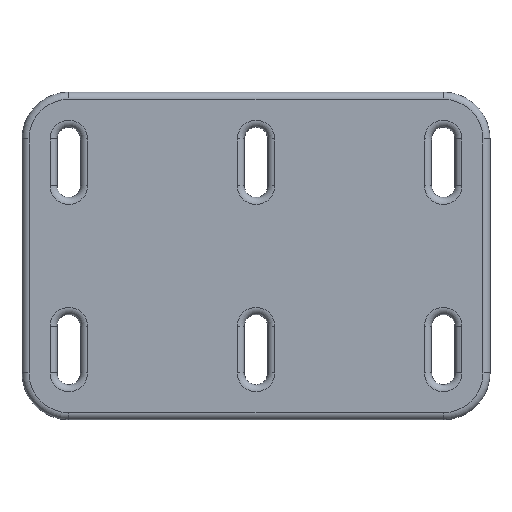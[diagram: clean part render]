
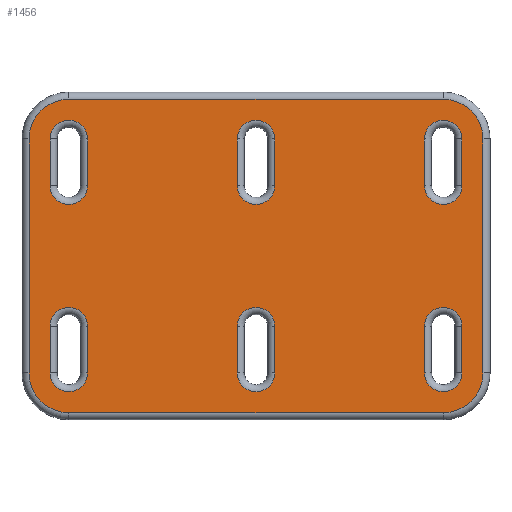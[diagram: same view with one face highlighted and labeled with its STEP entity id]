
A CAD part, top view. The second image highlights one B-rep face of the part: STEP entity #1456.
In plain terms, the highlighted planar face has unit normal (0, 0, 1).
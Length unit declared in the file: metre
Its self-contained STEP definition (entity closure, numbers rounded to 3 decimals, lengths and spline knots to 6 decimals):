
#48=CIRCLE('',#1572,0.0085);
#49=CIRCLE('',#1573,0.0085);
#50=CIRCLE('',#1574,0.0085);
#51=CIRCLE('',#1575,0.0085);
#52=CIRCLE('',#1576,0.004);
#53=CIRCLE('',#1577,0.004);
#54=CIRCLE('',#1578,0.004);
#55=CIRCLE('',#1579,0.004);
#56=CIRCLE('',#1580,0.004);
#57=CIRCLE('',#1581,0.004);
#58=CIRCLE('',#1582,0.004);
#59=CIRCLE('',#1583,0.004);
#60=CIRCLE('',#1584,0.004);
#61=CIRCLE('',#1585,0.004);
#62=CIRCLE('',#1586,0.004);
#63=CIRCLE('',#1587,0.004);
#244=ORIENTED_EDGE('',*,*,#688,.F.);
#245=ORIENTED_EDGE('',*,*,#689,.T.);
#246=ORIENTED_EDGE('',*,*,#690,.T.);
#247=ORIENTED_EDGE('',*,*,#691,.T.);
#248=ORIENTED_EDGE('',*,*,#692,.T.);
#249=ORIENTED_EDGE('',*,*,#693,.T.);
#250=ORIENTED_EDGE('',*,*,#694,.F.);
#251=ORIENTED_EDGE('',*,*,#695,.F.);
#252=ORIENTED_EDGE('',*,*,#696,.T.);
#253=ORIENTED_EDGE('',*,*,#697,.T.);
#254=ORIENTED_EDGE('',*,*,#698,.T.);
#255=ORIENTED_EDGE('',*,*,#699,.T.);
#256=ORIENTED_EDGE('',*,*,#700,.T.);
#257=ORIENTED_EDGE('',*,*,#701,.T.);
#258=ORIENTED_EDGE('',*,*,#702,.T.);
#259=ORIENTED_EDGE('',*,*,#703,.T.);
#260=ORIENTED_EDGE('',*,*,#704,.T.);
#261=ORIENTED_EDGE('',*,*,#705,.T.);
#262=ORIENTED_EDGE('',*,*,#706,.T.);
#263=ORIENTED_EDGE('',*,*,#707,.T.);
#264=ORIENTED_EDGE('',*,*,#708,.T.);
#265=ORIENTED_EDGE('',*,*,#709,.T.);
#266=ORIENTED_EDGE('',*,*,#710,.T.);
#267=ORIENTED_EDGE('',*,*,#711,.T.);
#268=ORIENTED_EDGE('',*,*,#712,.F.);
#269=ORIENTED_EDGE('',*,*,#713,.F.);
#270=ORIENTED_EDGE('',*,*,#714,.F.);
#271=ORIENTED_EDGE('',*,*,#715,.F.);
#272=ORIENTED_EDGE('',*,*,#716,.F.);
#273=ORIENTED_EDGE('',*,*,#717,.F.);
#274=ORIENTED_EDGE('',*,*,#718,.F.);
#275=ORIENTED_EDGE('',*,*,#719,.F.);
#688=EDGE_CURVE('',#908,#909,#48,.T.);
#689=EDGE_CURVE('',#908,#910,#1036,.T.);
#690=EDGE_CURVE('',#910,#911,#49,.T.);
#691=EDGE_CURVE('',#911,#912,#1037,.F.);
#692=EDGE_CURVE('',#912,#913,#50,.T.);
#693=EDGE_CURVE('',#913,#914,#1038,.F.);
#694=EDGE_CURVE('',#915,#914,#51,.T.);
#695=EDGE_CURVE('',#909,#915,#1039,.F.);
#696=EDGE_CURVE('',#916,#917,#1040,.F.);
#697=EDGE_CURVE('',#917,#918,#52,.F.);
#698=EDGE_CURVE('',#918,#919,#1041,.F.);
#699=EDGE_CURVE('',#919,#916,#53,.F.);
#700=EDGE_CURVE('',#920,#921,#1042,.F.);
#701=EDGE_CURVE('',#921,#922,#54,.F.);
#702=EDGE_CURVE('',#922,#923,#1043,.F.);
#703=EDGE_CURVE('',#923,#920,#55,.F.);
#704=EDGE_CURVE('',#924,#925,#1044,.F.);
#705=EDGE_CURVE('',#925,#926,#56,.F.);
#706=EDGE_CURVE('',#926,#927,#1045,.F.);
#707=EDGE_CURVE('',#927,#924,#57,.F.);
#708=EDGE_CURVE('',#928,#929,#1046,.F.);
#709=EDGE_CURVE('',#929,#930,#58,.F.);
#710=EDGE_CURVE('',#930,#931,#1047,.F.);
#711=EDGE_CURVE('',#931,#928,#59,.F.);
#712=EDGE_CURVE('',#932,#933,#1048,.F.);
#713=EDGE_CURVE('',#934,#932,#60,.F.);
#714=EDGE_CURVE('',#935,#934,#1049,.F.);
#715=EDGE_CURVE('',#933,#935,#61,.F.);
#716=EDGE_CURVE('',#936,#937,#1050,.F.);
#717=EDGE_CURVE('',#938,#936,#62,.F.);
#718=EDGE_CURVE('',#939,#938,#1051,.F.);
#719=EDGE_CURVE('',#937,#939,#63,.F.);
#908=VERTEX_POINT('',#2382);
#909=VERTEX_POINT('',#2383);
#910=VERTEX_POINT('',#2385);
#911=VERTEX_POINT('',#2387);
#912=VERTEX_POINT('',#2389);
#913=VERTEX_POINT('',#2391);
#914=VERTEX_POINT('',#2393);
#915=VERTEX_POINT('',#2395);
#916=VERTEX_POINT('',#2398);
#917=VERTEX_POINT('',#2399);
#918=VERTEX_POINT('',#2401);
#919=VERTEX_POINT('',#2403);
#920=VERTEX_POINT('',#2406);
#921=VERTEX_POINT('',#2407);
#922=VERTEX_POINT('',#2409);
#923=VERTEX_POINT('',#2411);
#924=VERTEX_POINT('',#2414);
#925=VERTEX_POINT('',#2415);
#926=VERTEX_POINT('',#2417);
#927=VERTEX_POINT('',#2419);
#928=VERTEX_POINT('',#2422);
#929=VERTEX_POINT('',#2423);
#930=VERTEX_POINT('',#2425);
#931=VERTEX_POINT('',#2427);
#932=VERTEX_POINT('',#2430);
#933=VERTEX_POINT('',#2431);
#934=VERTEX_POINT('',#2433);
#935=VERTEX_POINT('',#2435);
#936=VERTEX_POINT('',#2438);
#937=VERTEX_POINT('',#2439);
#938=VERTEX_POINT('',#2441);
#939=VERTEX_POINT('',#2443);
#1036=LINE('',#2384,#1132);
#1037=LINE('',#2388,#1133);
#1038=LINE('',#2392,#1134);
#1039=LINE('',#2396,#1135);
#1040=LINE('',#2397,#1136);
#1041=LINE('',#2402,#1137);
#1042=LINE('',#2405,#1138);
#1043=LINE('',#2410,#1139);
#1044=LINE('',#2413,#1140);
#1045=LINE('',#2418,#1141);
#1046=LINE('',#2421,#1142);
#1047=LINE('',#2426,#1143);
#1048=LINE('',#2429,#1144);
#1049=LINE('',#2434,#1145);
#1050=LINE('',#2437,#1146);
#1051=LINE('',#2442,#1147);
#1132=VECTOR('',#1829,1.);
#1133=VECTOR('',#1832,1.);
#1134=VECTOR('',#1835,1.);
#1135=VECTOR('',#1838,1.);
#1136=VECTOR('',#1839,1.);
#1137=VECTOR('',#1842,1.);
#1138=VECTOR('',#1845,1.);
#1139=VECTOR('',#1848,1.);
#1140=VECTOR('',#1851,1.);
#1141=VECTOR('',#1854,1.);
#1142=VECTOR('',#1857,1.);
#1143=VECTOR('',#1860,1.);
#1144=VECTOR('',#1863,1.);
#1145=VECTOR('',#1866,1.);
#1146=VECTOR('',#1869,1.);
#1147=VECTOR('',#1872,1.);
#1218=EDGE_LOOP('',(#244,#245,#246,#247,#248,#249,#250,#251));
#1219=EDGE_LOOP('',(#252,#253,#254,#255));
#1220=EDGE_LOOP('',(#256,#257,#258,#259));
#1221=EDGE_LOOP('',(#260,#261,#262,#263));
#1222=EDGE_LOOP('',(#264,#265,#266,#267));
#1223=EDGE_LOOP('',(#268,#269,#270,#271));
#1224=EDGE_LOOP('',(#272,#273,#274,#275));
#1328=FACE_BOUND('',#1218,.T.);
#1329=FACE_BOUND('',#1219,.T.);
#1330=FACE_BOUND('',#1220,.T.);
#1331=FACE_BOUND('',#1221,.T.);
#1332=FACE_BOUND('',#1222,.T.);
#1333=FACE_BOUND('',#1223,.T.);
#1334=FACE_BOUND('',#1224,.T.);
#1436=PLANE('',#1571);
#1456=ADVANCED_FACE('',(#1328,#1329,#1330,#1331,#1332,#1333,#1334),#1436,
 .T.);
#1571=AXIS2_PLACEMENT_3D('',#2380,#1825,#1826);
#1572=AXIS2_PLACEMENT_3D('',#2381,#1827,#1828);
#1573=AXIS2_PLACEMENT_3D('',#2386,#1830,#1831);
#1574=AXIS2_PLACEMENT_3D('',#2390,#1833,#1834);
#1575=AXIS2_PLACEMENT_3D('',#2394,#1836,#1837);
#1576=AXIS2_PLACEMENT_3D('',#2400,#1840,#1841);
#1577=AXIS2_PLACEMENT_3D('',#2404,#1843,#1844);
#1578=AXIS2_PLACEMENT_3D('',#2408,#1846,#1847);
#1579=AXIS2_PLACEMENT_3D('',#2412,#1849,#1850);
#1580=AXIS2_PLACEMENT_3D('',#2416,#1852,#1853);
#1581=AXIS2_PLACEMENT_3D('',#2420,#1855,#1856);
#1582=AXIS2_PLACEMENT_3D('',#2424,#1858,#1859);
#1583=AXIS2_PLACEMENT_3D('',#2428,#1861,#1862);
#1584=AXIS2_PLACEMENT_3D('',#2432,#1864,#1865);
#1585=AXIS2_PLACEMENT_3D('',#2436,#1867,#1868);
#1586=AXIS2_PLACEMENT_3D('',#2440,#1870,#1871);
#1587=AXIS2_PLACEMENT_3D('',#2444,#1873,#1874);
#1825=DIRECTION('',(0.,0.,1.));
#1826=DIRECTION('',(1.,0.,0.));
#1827=DIRECTION('',(0.,0.,-1.));
#1828=DIRECTION('',(-1.,0.,0.));
#1829=DIRECTION('',(-1.,0.,0.));
#1830=DIRECTION('',(0.,0.,1.));
#1831=DIRECTION('',(1.,0.,0.));
#1832=DIRECTION('',(0.,1.,0.));
#1833=DIRECTION('',(0.,0.,1.));
#1834=DIRECTION('',(1.,0.,0.));
#1835=DIRECTION('',(-1.,0.,0.));
#1836=DIRECTION('',(0.,0.,-1.));
#1837=DIRECTION('',(-1.,0.,0.));
#1838=DIRECTION('',(0.,1.,0.));
#1839=DIRECTION('',(0.,-1.,0.));
#1840=DIRECTION('',(0.,0.,1.));
#1841=DIRECTION('',(1.,0.,0.));
#1842=DIRECTION('',(0.,1.,0.));
#1843=DIRECTION('',(0.,0.,1.));
#1844=DIRECTION('',(1.,0.,0.));
#1845=DIRECTION('',(0.,-1.,0.));
#1846=DIRECTION('',(0.,0.,1.));
#1847=DIRECTION('',(1.,0.,0.));
#1848=DIRECTION('',(0.,1.,0.));
#1849=DIRECTION('',(0.,0.,1.));
#1850=DIRECTION('',(1.,0.,0.));
#1851=DIRECTION('',(0.,-1.,0.));
#1852=DIRECTION('',(0.,0.,1.));
#1853=DIRECTION('',(1.,0.,0.));
#1854=DIRECTION('',(0.,1.,0.));
#1855=DIRECTION('',(0.,0.,1.));
#1856=DIRECTION('',(1.,0.,0.));
#1857=DIRECTION('',(0.,-1.,0.));
#1858=DIRECTION('',(0.,0.,1.));
#1859=DIRECTION('',(1.,0.,0.));
#1860=DIRECTION('',(0.,1.,0.));
#1861=DIRECTION('',(0.,0.,1.));
#1862=DIRECTION('',(1.,0.,0.));
#1863=DIRECTION('',(0.,-1.,0.));
#1864=DIRECTION('',(0.,0.,-1.));
#1865=DIRECTION('',(-1.,0.,0.));
#1866=DIRECTION('',(0.,1.,0.));
#1867=DIRECTION('',(0.,0.,-1.));
#1868=DIRECTION('',(-1.,0.,0.));
#1869=DIRECTION('',(0.,-1.,0.));
#1870=DIRECTION('',(0.,0.,-1.));
#1871=DIRECTION('',(-1.,0.,0.));
#1872=DIRECTION('',(0.,1.,0.));
#1873=DIRECTION('',(0.,0.,-1.));
#1874=DIRECTION('',(-1.,0.,0.));
#2380=CARTESIAN_POINT('',(0.01,-0.05,0.005));
#2381=CARTESIAN_POINT('',(0.09,-0.005,0.005));
#2382=CARTESIAN_POINT('',(0.09,0.0035,0.005));
#2383=CARTESIAN_POINT('',(0.0985,-0.005,0.005));
#2384=CARTESIAN_POINT('',(0.01,0.0035,0.005));
#2385=CARTESIAN_POINT('',(0.01,0.0035,0.005));
#2386=CARTESIAN_POINT('',(0.01,-0.005,0.005));
#2387=CARTESIAN_POINT('',(0.0015,-0.005,0.005));
#2388=CARTESIAN_POINT('',(0.0015,-0.05,0.005));
#2389=CARTESIAN_POINT('',(0.0015,-0.055,0.005));
#2390=CARTESIAN_POINT('',(0.01,-0.055,0.005));
#2391=CARTESIAN_POINT('',(0.01,-0.0635,0.005));
#2392=CARTESIAN_POINT('',(0.01,-0.0635,0.005));
#2393=CARTESIAN_POINT('',(0.09,-0.0635,0.005));
#2394=CARTESIAN_POINT('',(0.09,-0.055,0.005));
#2395=CARTESIAN_POINT('',(0.0985,-0.055,0.005));
#2396=CARTESIAN_POINT('',(0.0985,-0.05,0.005));
#2397=CARTESIAN_POINT('',(0.046,-0.05,0.005));
#2398=CARTESIAN_POINT('',(0.046,-0.055,0.005));
#2399=CARTESIAN_POINT('',(0.046,-0.045,0.005));
#2400=CARTESIAN_POINT('',(0.05,-0.045,0.005));
#2401=CARTESIAN_POINT('',(0.054,-0.045,0.005));
#2402=CARTESIAN_POINT('',(0.054,-0.05,0.005));
#2403=CARTESIAN_POINT('',(0.054,-0.055,0.005));
#2404=CARTESIAN_POINT('',(0.05,-0.055,0.005));
#2405=CARTESIAN_POINT('',(0.046,-0.01,0.005));
#2406=CARTESIAN_POINT('',(0.046,-0.015,0.005));
#2407=CARTESIAN_POINT('',(0.046,-0.005,0.005));
#2408=CARTESIAN_POINT('',(0.05,-0.005,0.005));
#2409=CARTESIAN_POINT('',(0.054,-0.005,0.005));
#2410=CARTESIAN_POINT('',(0.054,-0.01,0.005));
#2411=CARTESIAN_POINT('',(0.054,-0.015,0.005));
#2412=CARTESIAN_POINT('',(0.05,-0.015,0.005));
#2413=CARTESIAN_POINT('',(0.006,-0.01,0.005));
#2414=CARTESIAN_POINT('',(0.006,-0.015,0.005));
#2415=CARTESIAN_POINT('',(0.006,-0.005,0.005));
#2416=CARTESIAN_POINT('',(0.01,-0.005,0.005));
#2417=CARTESIAN_POINT('',(0.014,-0.005,0.005));
#2418=CARTESIAN_POINT('',(0.014,-0.01,0.005));
#2419=CARTESIAN_POINT('',(0.014,-0.015,0.005));
#2420=CARTESIAN_POINT('',(0.01,-0.015,0.005));
#2421=CARTESIAN_POINT('',(0.006,-0.05,0.005));
#2422=CARTESIAN_POINT('',(0.006,-0.055,0.005));
#2423=CARTESIAN_POINT('',(0.006,-0.045,0.005));
#2424=CARTESIAN_POINT('',(0.01,-0.045,0.005));
#2425=CARTESIAN_POINT('',(0.014,-0.045,0.005));
#2426=CARTESIAN_POINT('',(0.014,-0.05,0.005));
#2427=CARTESIAN_POINT('',(0.014,-0.055,0.005));
#2428=CARTESIAN_POINT('',(0.01,-0.055,0.005));
#2429=CARTESIAN_POINT('',(0.094,-0.01,0.005));
#2430=CARTESIAN_POINT('',(0.094,-0.015,0.005));
#2431=CARTESIAN_POINT('',(0.094,-0.005,0.005));
#2432=CARTESIAN_POINT('',(0.09,-0.015,0.005));
#2433=CARTESIAN_POINT('',(0.086,-0.015,0.005));
#2434=CARTESIAN_POINT('',(0.086,-0.01,0.005));
#2435=CARTESIAN_POINT('',(0.086,-0.005,0.005));
#2436=CARTESIAN_POINT('',(0.09,-0.005,0.005));
#2437=CARTESIAN_POINT('',(0.094,-0.05,0.005));
#2438=CARTESIAN_POINT('',(0.094,-0.055,0.005));
#2439=CARTESIAN_POINT('',(0.094,-0.045,0.005));
#2440=CARTESIAN_POINT('',(0.09,-0.055,0.005));
#2441=CARTESIAN_POINT('',(0.086,-0.055,0.005));
#2442=CARTESIAN_POINT('',(0.086,-0.05,0.005));
#2443=CARTESIAN_POINT('',(0.086,-0.045,0.005));
#2444=CARTESIAN_POINT('',(0.09,-0.045,0.005));
